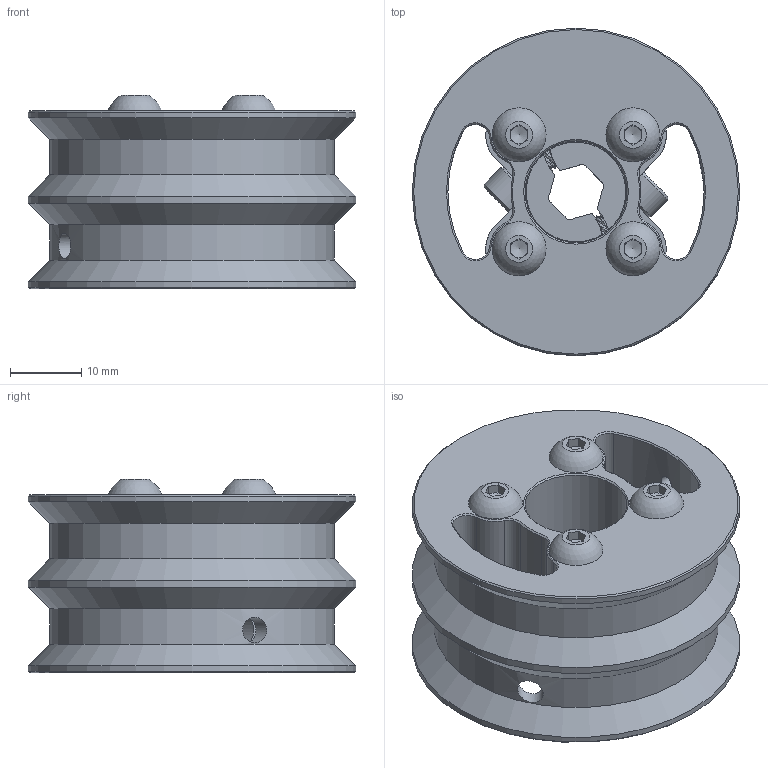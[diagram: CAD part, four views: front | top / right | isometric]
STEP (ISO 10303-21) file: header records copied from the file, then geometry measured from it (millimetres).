
FILE_DESCRIPTION(/* description */ ('STEP AP242','CAx-IF Rec.Pracs.---Representation and Presentation of Product Manufacturing Information (PMI)---4.0---2014-10-13','CAx-IF Rec.Pracs.---3D Tessellated Geometry---0.4---2014-09-14','2;1'),/* implementation_level */ '2;1');
FILE_NAME(/* name */ '6781cc06e3d5e660aa159939',/* time_stamp */ '2025-01-11T01:40:24Z',/* author */ (''),/* organization */ (''),/* preprocessor_version */ 'ST-DEVELOPER v20',/* originating_system */ 'ONSHAPE BY PTC INC, 1.192',/* authorisation */ ' ');
FILE_SCHEMA (('AP242_MANAGED_MODEL_BASED_3D_ENGINEERING_MIM_LF { 1 0 10303 442 1 1 4 }'));
Length unit declared in the file: metre
Products named in the file (4): opSpoolAsmb; Socket button head screw M4x0.7 x 22; 1309 Series Sonic Hub (8mm REX Bore) class 1309-0016-4008; Part 1
Assembly tree (6 placements, depth 2):
  opSpoolAsmb
    Socket button head screw M4x0.7 x 22  x4
    1309 Series Sonic Hub (8mm REX Bore) class 1309-0016-4008
    Part 1
Bounding box: 46 x 46 x 27.2 mm (x, y, z)
Volume: 24540.9 mm3; surface area: 16477.7 mm2
Topology: 6 solids, 6 shells, 351 faces, 1679 edges, 1331 vertices
Faces by surface type: cylinder 128, plane 112, cone 69, bspline 32, sphere 6, torus 4
Full cylindrical faces by diameter (mm): 2 x2, 3.6 x2, 4 x4, 4.05 x2, 4.3 x4, 7 x2, 14.3 x1, 40 x2, 46 x3
Entity records: 28137 total; most frequent: CARTESIAN_POINT 18091, ORIENTED_EDGE 2994, EDGE_CURVE 1497, DIRECTION 1376, VERTEX_POINT 1242, AXIS2_PLACEMENT_3D 577, FACE_BOUND 369, EDGE_LOOP 368
